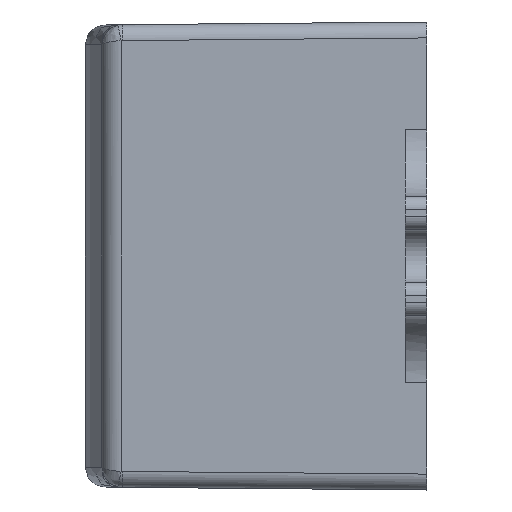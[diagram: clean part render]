
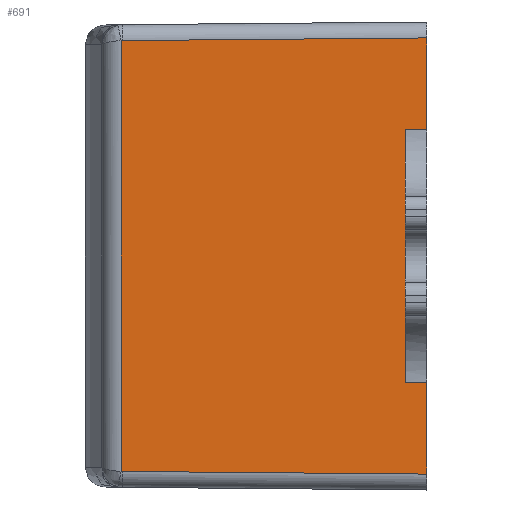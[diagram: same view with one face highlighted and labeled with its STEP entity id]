
A CAD part, left-side view. The second image highlights one B-rep face of the part: STEP entity #691.
In plain terms, the highlighted face is planar.
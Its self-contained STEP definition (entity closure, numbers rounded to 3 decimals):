
#171 = EDGE_CURVE ( 'NONE', #9841, #12490, #29557, .T. ) ;
#691 = ADVANCED_FACE ( 'NONE', ( #5936 ), #27855, .T. ) ;
#1042 = CARTESIAN_POINT ( 'NONE',  ( -41.61, -12.777, 75.196 ) ) ;
#1685 = VERTEX_POINT ( 'NONE', #18097 ) ;
#1758 = DIRECTION ( 'NONE',  ( 0.009, 0.009, 1. ) ) ;
#2351 = LINE ( 'NONE', #4781, #16125 ) ;
#2871 = CARTESIAN_POINT ( 'NONE',  ( -41.61, 19.68, 75.196 ) ) ;
#3344 = CARTESIAN_POINT ( 'NONE',  ( -41.609, -12.77, 75.261 ) ) ;
#3962 = LINE ( 'NONE', #8655, #19308 ) ;
#4694 = LINE ( 'NONE', #16837, #28426 ) ;
#4781 = CARTESIAN_POINT ( 'NONE',  ( -41.796, 6.951, 53.857 ) ) ;
#4899 = CARTESIAN_POINT ( 'NONE',  ( -41.609, -12.775, 75.24 ) ) ;
#5658 = EDGE_LOOP ( 'NONE', ( #21344, #10210, #15845, #13536, #5999, #24797, #18225, #15257, #7690, #16757 ) ) ;
#5768 = DIRECTION ( 'NONE',  ( -1., 0., 0.009 ) ) ;
#5936 = FACE_OUTER_BOUND ( 'NONE', #5658, .T. ) ;
#5941 = VECTOR ( 'NONE', #16703, 1000. ) ;
#5999 = ORIENTED_EDGE ( 'NONE', *, *, #171, .T. ) ;
#7004 = EDGE_CURVE ( 'NONE', #1685, #27645, #23704, .T. ) ;
#7165 = CARTESIAN_POINT ( 'NONE',  ( -41.796, 12.951, 53.857 ) ) ;
#7690 = ORIENTED_EDGE ( 'NONE', *, *, #22815, .T. ) ;
#7964 = LINE ( 'NONE', #30969, #25552 ) ;
#8203 = CARTESIAN_POINT ( 'NONE',  ( -41.796, -6.048, 53.857 ) ) ;
#8655 = CARTESIAN_POINT ( 'NONE',  ( -41.81, 3.451, 52.257 ) ) ;
#9599 = LINE ( 'NONE', #7165, #24511 ) ;
#9841 = VERTEX_POINT ( 'NONE', #2871 ) ;
#10210 = ORIENTED_EDGE ( 'NONE', *, *, #14374, .T. ) ;
#10331 = EDGE_CURVE ( 'NONE', #18037, #25779, #19131, .T. ) ;
#11127 = EDGE_CURVE ( 'NONE', #12490, #11825, #3962, .T. ) ;
#11825 = VERTEX_POINT ( 'NONE', #12676 ) ;
#12000 = CARTESIAN_POINT ( 'NONE',  ( -41.609, -12.77, 75.261 ) ) ;
#12005 = CARTESIAN_POINT ( 'NONE',  ( -41.609, -13.977, 75.261 ) ) ;
#12490 = VERTEX_POINT ( 'NONE', #15319 ) ;
#12601 = AXIS2_PLACEMENT_3D ( 'NONE', #23029, #5768, #15808 ) ;
#12676 = CARTESIAN_POINT ( 'NONE',  ( -41.81, 12.951, 52.257 ) ) ;
#13383 = B_SPLINE_CURVE_WITH_KNOTS ( 'NONE', 3,
 ( #14584, #26831, #4899, #12000 ),
 .UNSPECIFIED., .F., .F.,
 ( 4, 4 ),
 ( 0., 1. ),
 .UNSPECIFIED. ) ;
#13536 = ORIENTED_EDGE ( 'NONE', *, *, #27331, .T. ) ;
#14374 = EDGE_CURVE ( 'NONE', #27645, #18037, #13383, .T. ) ;
#14538 = CARTESIAN_POINT ( 'NONE',  ( -41.61, 19.68, 75.218 ) ) ;
#14584 = CARTESIAN_POINT ( 'NONE',  ( -41.61, -12.777, 75.196 ) ) ;
#15141 = VECTOR ( 'NONE', #17033, 1000. ) ;
#15257 = ORIENTED_EDGE ( 'NONE', *, *, #23615, .T. ) ;
#15319 = CARTESIAN_POINT ( 'NONE',  ( -41.81, 19.88, 52.257 ) ) ;
#15808 = DIRECTION ( 'NONE',  ( 0., 1., 0. ) ) ;
#15845 = ORIENTED_EDGE ( 'NONE', *, *, #10331, .T. ) ;
#15915 = VERTEX_POINT ( 'NONE', #8203 ) ;
#16125 = VECTOR ( 'NONE', #16760, 1000. ) ;
#16703 = DIRECTION ( 'NONE',  ( -0.009, 0.009, -1. ) ) ;
#16757 = ORIENTED_EDGE ( 'NONE', *, *, #19948, .T. ) ;
#16760 = DIRECTION ( 'NONE',  ( 0., -1., 0. ) ) ;
#16837 = CARTESIAN_POINT ( 'NONE',  ( -41.81, -6.048, 52.257 ) ) ;
#17033 = DIRECTION ( 'NONE',  ( 0., 1., 0. ) ) ;
#17470 = DIRECTION ( 'NONE',  ( -0.009, 0., -1. ) ) ;
#17519 = DIRECTION ( 'NONE',  ( 0.009, 0., 1. ) ) ;
#18037 = VERTEX_POINT ( 'NONE', #3344 ) ;
#18097 = CARTESIAN_POINT ( 'NONE',  ( -41.81, -12.977, 52.257 ) ) ;
#18225 = ORIENTED_EDGE ( 'NONE', *, *, #19736, .T. ) ;
#18327 = CARTESIAN_POINT ( 'NONE',  ( -41.796, 12.951, 53.857 ) ) ;
#18836 = DIRECTION ( 'NONE',  ( 0., -1., 0. ) ) ;
#19131 = LINE ( 'NONE', #12005, #15141 ) ;
#19308 = VECTOR ( 'NONE', #18836, 1000. ) ;
#19736 = EDGE_CURVE ( 'NONE', #11825, #31191, #9599, .T. ) ;
#19948 = EDGE_CURVE ( 'NONE', #23151, #1685, #7964, .T. ) ;
#20662 = VECTOR ( 'NONE', #1758, 1000. ) ;
#21344 = ORIENTED_EDGE ( 'NONE', *, *, #7004, .T. ) ;
#22238 = CARTESIAN_POINT ( 'NONE',  ( -41.81, -6.048, 52.257 ) ) ;
#22815 = EDGE_CURVE ( 'NONE', #15915, #23151, #4694, .T. ) ;
#23029 = CARTESIAN_POINT ( 'NONE',  ( -41.81, -13.977, 52.258 ) ) ;
#23151 = VERTEX_POINT ( 'NONE', #22238 ) ;
#23615 = EDGE_CURVE ( 'NONE', #31191, #15915, #2351, .T. ) ;
#23704 = LINE ( 'NONE', #24178, #20662 ) ;
#24178 = CARTESIAN_POINT ( 'NONE',  ( -41.81, -12.978, 52.25 ) ) ;
#24364 = CARTESIAN_POINT ( 'NONE',  ( -41.609, 19.678, 75.24 ) ) ;
#24404 = CARTESIAN_POINT ( 'NONE',  ( -41.807, 19.878, 52.554 ) ) ;
#24511 = VECTOR ( 'NONE', #17519, 1000. ) ;
#24797 = ORIENTED_EDGE ( 'NONE', *, *, #11127, .T. ) ;
#25552 = VECTOR ( 'NONE', #27951, 1000. ) ;
#25779 = VERTEX_POINT ( 'NONE', #26584 ) ;
#26584 = CARTESIAN_POINT ( 'NONE',  ( -41.609, 19.673, 75.261 ) ) ;
#26831 = CARTESIAN_POINT ( 'NONE',  ( -41.61, -12.777, 75.218 ) ) ;
#27260 = CARTESIAN_POINT ( 'NONE',  ( -41.61, 19.68, 75.196 ) ) ;
#27331 = EDGE_CURVE ( 'NONE', #25779, #9841, #28766, .T. ) ;
#27645 = VERTEX_POINT ( 'NONE', #1042 ) ;
#27855 = PLANE ( 'NONE',  #12601 ) ;
#27951 = DIRECTION ( 'NONE',  ( 0., -1., 0. ) ) ;
#28426 = VECTOR ( 'NONE', #17470, 1000. ) ;
#28766 = B_SPLINE_CURVE_WITH_KNOTS ( 'NONE', 3,
 ( #31613, #24364, #14538, #27260 ),
 .UNSPECIFIED., .F., .F.,
 ( 4, 4 ),
 ( 0., 1. ),
 .UNSPECIFIED. ) ;
#29557 = LINE ( 'NONE', #24404, #5941 ) ;
#30969 = CARTESIAN_POINT ( 'NONE',  ( -41.81, 3.451, 52.257 ) ) ;
#31191 = VERTEX_POINT ( 'NONE', #18327 ) ;
#31613 = CARTESIAN_POINT ( 'NONE',  ( -41.609, 19.673, 75.261 ) ) ;
